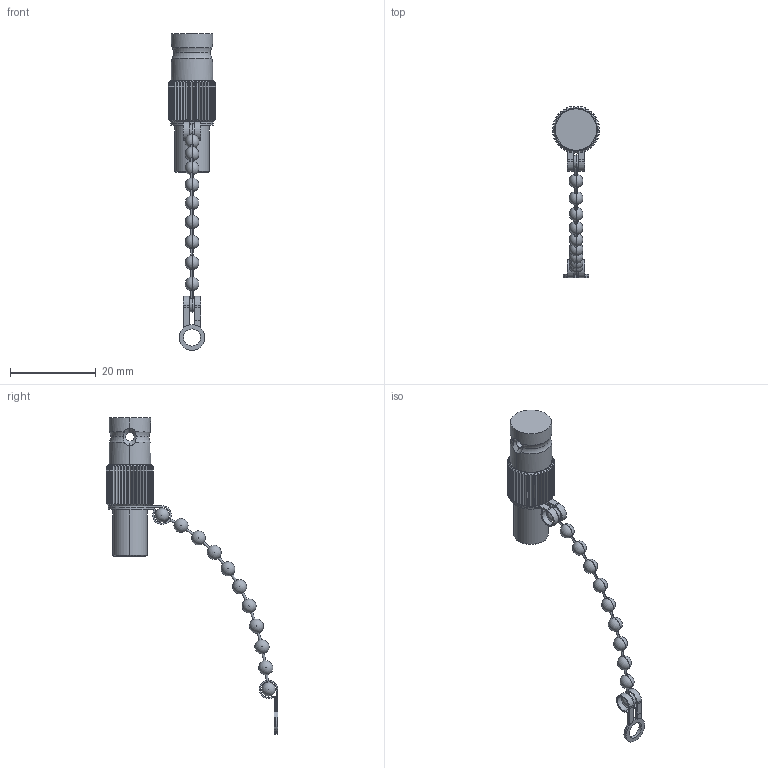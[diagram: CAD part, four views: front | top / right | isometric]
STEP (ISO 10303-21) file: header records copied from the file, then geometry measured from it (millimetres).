
FILE_DESCRIPTION (( 'STEP AP203' ), '1' );
FILE_NAME ('FMTR6255C_3D.STEP', '2022-06-22T11:11:09', ( '' ), ( '' ), 'SwSTEP 2.0', 'SolidWorks 2021', '' );
FILE_SCHEMA (( 'CONFIG_CONTROL_DESIGN' ));
Length unit declared in the file: inch
Products named in the file (6): TER_Chain Latch; TER_Chain Assembly; TER_Main Body1; TER_Chain Latch1; TER_Chain Link; FMTR6255C_3D
Assembly tree (24 placements, depth 3):
  FMTR6255C_3D
    TER_Main Body1
    TER_Chain Assembly
      TER_Chain Latch
      TER_Chain Link  x20
      TER_Chain Latch1
Bounding box: 10.99 x 39.99 x 73.92 mm (x, y, z)
Volume: 2615.6 mm3; surface area: 2471.1 mm2
Topology: 24 solids, 24 shells, 487 faces, 1191 edges, 716 vertices
Faces by surface type: plane 193, cylinder 120, cone 86, bspline 44, sphere 40, torus 4
Entity records: 15029 total; most frequent: CARTESIAN_POINT 5314, ORIENTED_EDGE 1840, DIRECTION 1687, EDGE_CURVE 920, AXIS2_PLACEMENT_3D 647, VERTEX_POINT 542, EDGE_LOOP 408, LINE 393
